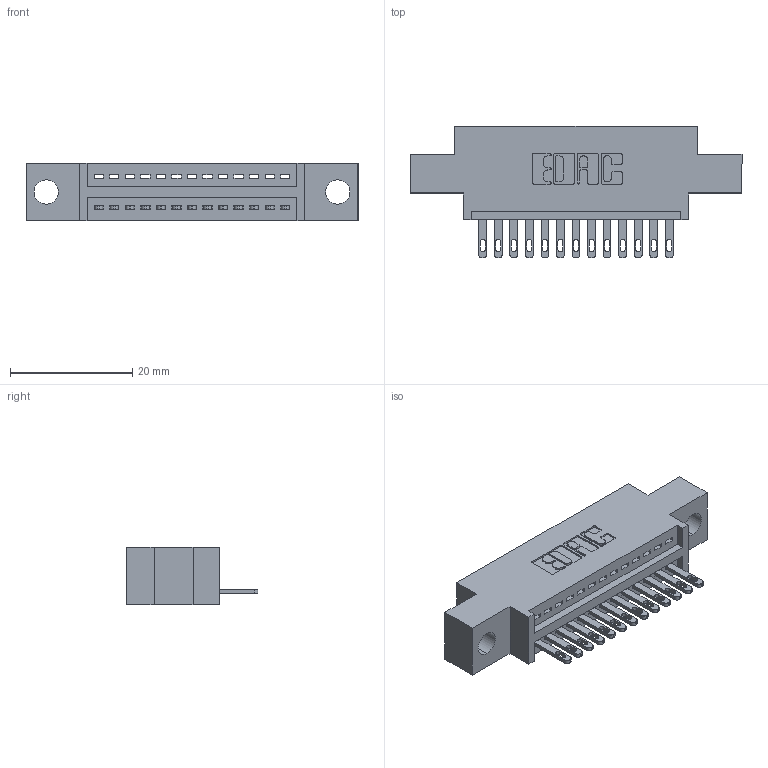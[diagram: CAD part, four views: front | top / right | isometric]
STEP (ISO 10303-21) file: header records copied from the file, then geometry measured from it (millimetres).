
FILE_DESCRIPTION (( 'STEP AP203' ), '1' );
FILE_NAME ('345-013-500-604.STEP', '2018-08-18T05:21:16', ( '' ), ( '' ), 'SwSTEP 2.0', 'SolidWorks 2016', '' );
FILE_SCHEMA (( 'CONFIG_CONTROL_DESIGN' ));
Length unit declared in the file: inch
Products named in the file (3): 345-292-001_345-293-100; 345-013-500-604; 345 Part_0.170 Offset - 0.156 Dia-TH
Assembly tree (14 placements, depth 2):
  345-013-500-604
    345 Part_0.170 Offset - 0.156 Dia-TH
    345-292-001_345-293-100  x13
Bounding box: 54.23 x 21.51 x 9.4 mm (x, y, z)
Volume: 4720 mm3; surface area: 5842.8 mm2
Topology: 14 solids, 14 shells, 832 faces, 2537 edges, 1690 vertices
Faces by surface type: plane 526, cylinder 306
Entity records: 13753 total; most frequent: CARTESIAN_POINT 2391, ORIENTED_EDGE 2338, DIRECTION 2131, EDGE_CURVE 1169, VECTOR 981, LINE 981, VERTEX_POINT 778, AXIS2_PLACEMENT_3D 575
